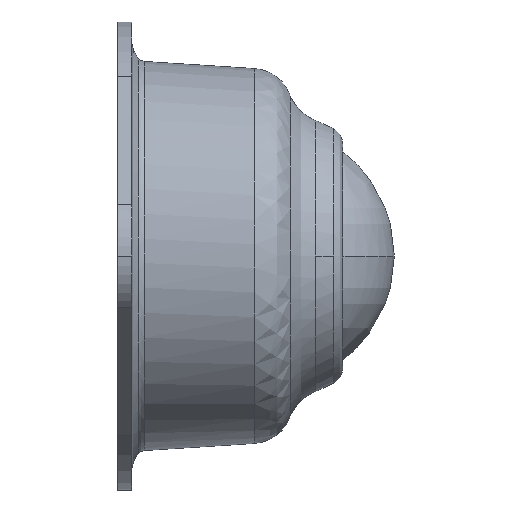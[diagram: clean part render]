
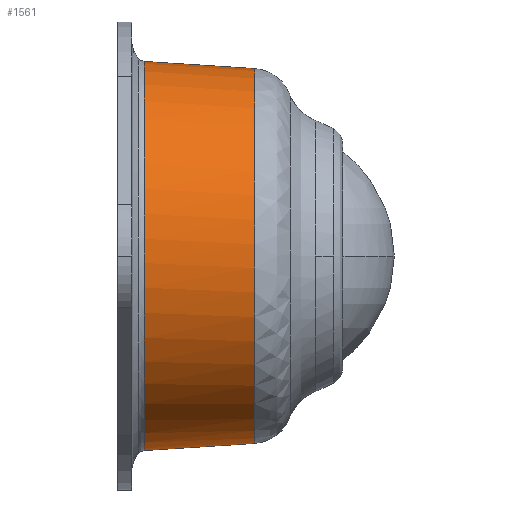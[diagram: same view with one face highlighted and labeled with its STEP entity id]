
A CAD part, left-side view. The second image highlights one B-rep face of the part: STEP entity #1561.
In plain terms, the highlighted free-form (B-spline) face has degree [2, 1] with [5, 2] control points.
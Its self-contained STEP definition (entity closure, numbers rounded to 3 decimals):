
#384 = VERTEX_POINT('',#385);
#385 = CARTESIAN_POINT('',(0.,11.895,
    -19.504));
#404 = VERTEX_POINT('',#405);
#405 = CARTESIAN_POINT('',(0.,11.895,19.504));
#411 = EDGE_CURVE('',#404,#384,#412,.T.);
#412 = ( BOUNDED_CURVE() B_SPLINE_CURVE(2,(#413,#414,#415,#416,#417),
.UNSPECIFIED.,.F.,.F.) B_SPLINE_CURVE_WITH_KNOTS((3,2,3),(0.,
1.571,3.142),.PIECEWISE_BEZIER_KNOTS.) CURVE() 
GEOMETRIC_REPRESENTATION_ITEM() RATIONAL_B_SPLINE_CURVE((1.,
0.707,1.,0.707,1.)) REPRESENTATION_ITEM('') );
#413 = CARTESIAN_POINT('',(0.,11.895,19.504));
#414 = CARTESIAN_POINT('',(-19.504,11.895,
    19.504));
#415 = CARTESIAN_POINT('',(-19.504,11.895,
    0.));
#416 = CARTESIAN_POINT('',(-19.504,11.895,
    -19.504));
#417 = CARTESIAN_POINT('',(0.,11.895,
    -19.504));
#640 = VERTEX_POINT('',#641);
#641 = CARTESIAN_POINT('',(0.,0.849,
    -18.794));
#642 = VERTEX_POINT('',#643);
#643 = CARTESIAN_POINT('',(0.,0.849,18.794));
#691 = EDGE_CURVE('',#640,#384,#692,.T.);
#692 = B_SPLINE_CURVE_WITH_KNOTS('',1,(#693,#694),.UNSPECIFIED.,.F.,.F.,
  (2,2),(0.,11.777),.PIECEWISE_BEZIER_KNOTS.);
#693 = CARTESIAN_POINT('',(0.,0.849,
    -18.794));
#694 = CARTESIAN_POINT('',(0.,11.895,
    -19.504));
#704 = EDGE_CURVE('',#642,#404,#705,.T.);
#705 = B_SPLINE_CURVE_WITH_KNOTS('',1,(#706,#707),.UNSPECIFIED.,.F.,.F.,
  (2,2),(0.,11.777),.PIECEWISE_BEZIER_KNOTS.);
#706 = CARTESIAN_POINT('',(0.,0.849,18.794));
#707 = CARTESIAN_POINT('',(0.,11.895,19.504));
#1561 = ADVANCED_FACE('',(#1562),#1575,.T.);
#1562 = FACE_BOUND('',#1563,.T.);
#1563 = EDGE_LOOP('',(#1564,#1565,#1573,#1574));
#1564 = ORIENTED_EDGE('',*,*,#691,.F.);
#1565 = ORIENTED_EDGE('',*,*,#1566,.F.);
#1566 = EDGE_CURVE('',#642,#640,#1567,.T.);
#1567 = ( BOUNDED_CURVE() B_SPLINE_CURVE(2,(#1568,#1569,#1570,#1571,
#1572),.UNSPECIFIED.,.F.,.F.) B_SPLINE_CURVE_WITH_KNOTS((3,2,3),(
    3.142,4.712,6.283),
.PIECEWISE_BEZIER_KNOTS.) CURVE() GEOMETRIC_REPRESENTATION_ITEM() 
RATIONAL_B_SPLINE_CURVE((1.,0.707,1.,0.707,1.)) 
REPRESENTATION_ITEM('') );
#1568 = CARTESIAN_POINT('',(0.,0.849,
    18.794));
#1569 = CARTESIAN_POINT('',(-18.794,0.849,
    18.794));
#1570 = CARTESIAN_POINT('',(-18.794,0.849,
    0.));
#1571 = CARTESIAN_POINT('',(-18.794,0.849,
    -18.794));
#1572 = CARTESIAN_POINT('',(0.,0.849,
    -18.794));
#1573 = ORIENTED_EDGE('',*,*,#704,.T.);
#1574 = ORIENTED_EDGE('',*,*,#411,.T.);
#1575 = ( BOUNDED_SURFACE() B_SPLINE_SURFACE(2,1,(
    (#1576,#1577)
    ,(#1578,#1579)
    ,(#1580,#1581)
    ,(#1582,#1583)
    ,(#1584,#1585
)),.UNSPECIFIED.,.F.,.F.,.F.) B_SPLINE_SURFACE_WITH_KNOTS((3,2,3),(2,2),
  (3.142,4.712,6.283),(0.,11.777),
.PIECEWISE_BEZIER_KNOTS.) GEOMETRIC_REPRESENTATION_ITEM() 
RATIONAL_B_SPLINE_SURFACE((
    (1.,1.)
    ,(0.707,0.707)
    ,(1.,1.)
    ,(0.707,0.707)
,(1.,1.))) REPRESENTATION_ITEM('') SURFACE() );
#1576 = CARTESIAN_POINT('',(0.,0.849,
    -18.794));
#1577 = CARTESIAN_POINT('',(0.,11.895,
    -19.504));
#1578 = CARTESIAN_POINT('',(-18.794,0.849,
    -18.794));
#1579 = CARTESIAN_POINT('',(-19.504,11.895,
    -19.504));
#1580 = CARTESIAN_POINT('',(-18.794,0.849,
    0.));
#1581 = CARTESIAN_POINT('',(-19.504,11.895,
    0.));
#1582 = CARTESIAN_POINT('',(-18.794,0.849,
    18.794));
#1583 = CARTESIAN_POINT('',(-19.504,11.895,
    19.504));
#1584 = CARTESIAN_POINT('',(0.,0.849,
    18.794));
#1585 = CARTESIAN_POINT('',(0.,11.895,
    19.504));
